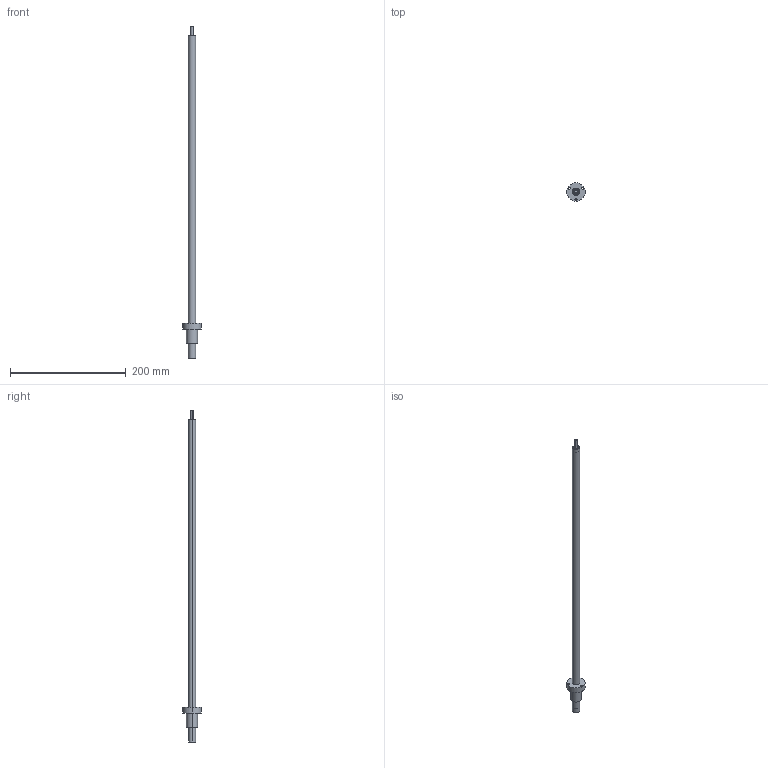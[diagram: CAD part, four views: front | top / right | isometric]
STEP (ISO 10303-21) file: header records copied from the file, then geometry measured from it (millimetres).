
FILE_DESCRIPTION (( 'STEP AP214' ), '1' );
FILE_NAME ('AMETEK-SRA04KR-A00-0050-20.00-000.STEP', '2023-05-02T08:58:25', ( '' ), ( '' ), 'SwSTEP 2.0', 'SolidWorks 2022', '' );
FILE_SCHEMA (( 'AUTOMOTIVE_DESIGN' ));
Length unit declared in the file: inch
Products named in the file (6): 4000 srail component build up 2; SRA4000 NUT; SR4000 Rail; 4000 srail component build up 1; SR4000 Leadscrew; AMETEK-SRA04KR-A00-0050-20.00-000
Assembly tree (5 placements, depth 2):
  AMETEK-SRA04KR-A00-0050-20.00-000
    SR4000 Rail
    4000 srail component build up 1
    4000 srail component build up 2
    SRA4000 NUT
    SR4000 Leadscrew
Bounding box: 31.75 x 31.75 x 573.79 mm (x, y, z)
Volume: 55009.5 mm3; surface area: 53039.2 mm2
Topology: 5 solids, 5 shells, 69 faces, 162 edges, 108 vertices
Faces by surface type: cylinder 48, plane 21
Entity records: 2776 total; most frequent: DIRECTION 412, CARTESIAN_POINT 347, ORIENTED_EDGE 324, AXIS2_PLACEMENT_3D 173, EDGE_CURVE 162, VERTEX_POINT 108, CIRCLE 96, EDGE_LOOP 88
